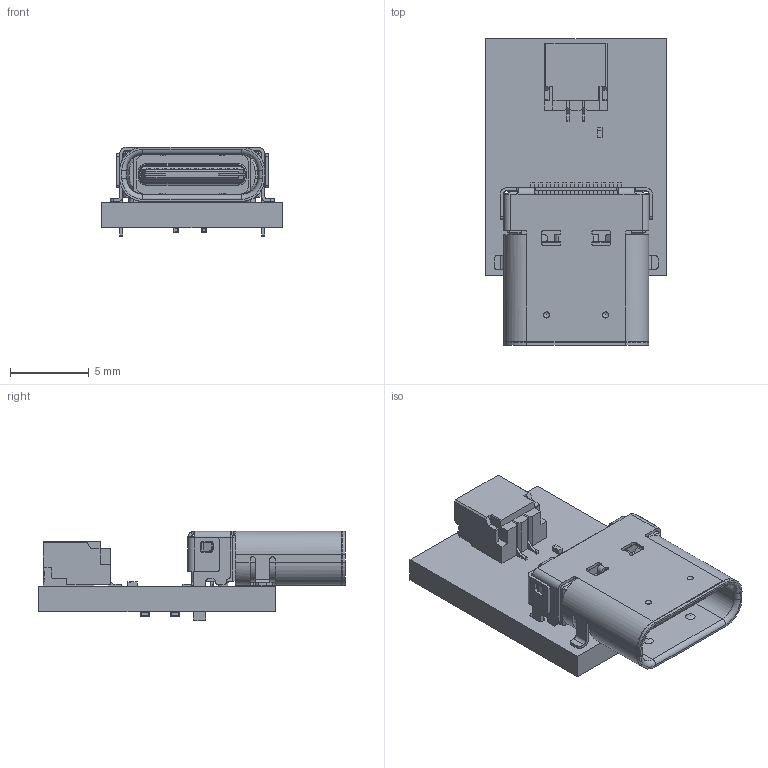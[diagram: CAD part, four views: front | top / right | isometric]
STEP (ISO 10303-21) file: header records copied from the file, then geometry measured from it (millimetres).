
FILE_DESCRIPTION(('Open CASCADE Model'),'2;1');
FILE_NAME('Open CASCADE Shape Model','2024-04-08T18:09:47',('Author'),( 'Open CASCADE'),'Open CASCADE STEP processor 6.8','Open CASCADE 6.8' ,'Unknown');
FILE_SCHEMA(('AUTOMOTIVE_DESIGN { 1 0 10303 214 1 1 1 1 }'));
Length unit declared in the file: millimetre
Products named in the file (12): PCB; Board; Open CASCADE STEP translator 6.8 1.1.1; R2; User_Library-0201(0603M)_Res; R1; D1; PESD5V0H1BSF; J2; SM02B-SRSS-TB-LF--SN---3DModel-STEP-56544; J1; CUI_DEVICES_UJ32-C-H-G-H2-SMT-TR
Assembly tree (12 placements, depth 3):
  PCB
    Board
      Open CASCADE STEP translator 6.8 1.1.1
    R2
      User_Library-0201(0603M)_Res
    R1
      User_Library-0201(0603M)_Res
    D1
      PESD5V0H1BSF
    J2
      SM02B-SRSS-TB-LF--SN---3DModel-STEP-56544
    J1
      CUI_DEVICES_UJ32-C-H-G-H2-SMT-TR
Bounding box: 11.46 x 19.47 x 5.66 mm (x, y, z)
Volume: 473 mm3; surface area: 1705.9 mm2
Topology: 17 solids, 162 shells, 2804 faces, 7128 edges, 4630 vertices
Faces by surface type: plane 2057, cylinder 545, bspline 122, cone 36, torus 28, sphere 16
Full cylindrical faces by diameter (mm): 0.4 x12, 0.63 x1, 0.65 x1
Entity records: 83995 total; most frequent: CARTESIAN_POINT 17974, ORIENTED_EDGE 13614, DIRECTION 12893, EDGE_CURVE 6807, LINE 5297, VECTOR 5297, VERTEX_POINT 4448, AXIS2_PLACEMENT_3D 3798
